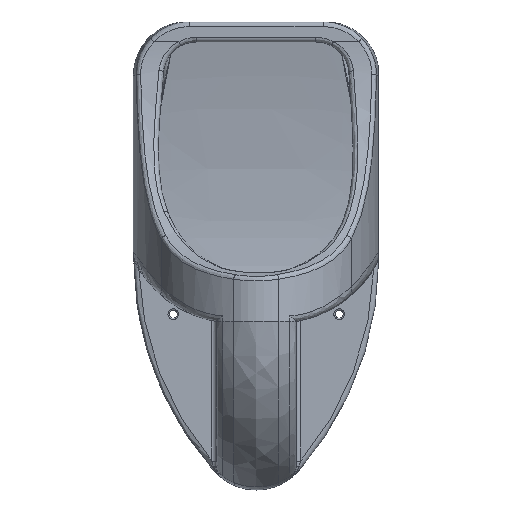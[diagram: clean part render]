
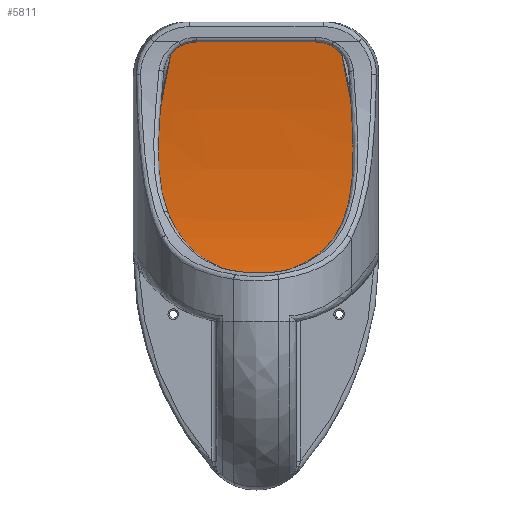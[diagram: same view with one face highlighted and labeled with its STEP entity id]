
A CAD part, front view. The second image highlights one B-rep face of the part: STEP entity #5811.
In plain terms, the highlighted free-form (B-spline) face has degree [3, 3] with [4, 4] control points.
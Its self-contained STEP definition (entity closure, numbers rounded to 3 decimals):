
#2985=CARTESIAN_POINT('',(-15.,-87.,470.0));
#2986=VERTEX_POINT('',#2985);
#3015=CARTESIAN_POINT('',(15.,-87.0,470.0));
#3016=VERTEX_POINT('',#3015);
#3017=CARTESIAN_POINT('',(-15.,-87.,470.0));
#3018=DIRECTION('',(1.0,0.0,0.0));
#3019=VECTOR('',#3018,30.);
#3020=LINE('',#3017,#3019);
#3021=EDGE_CURVE('',#2986,#3016,#3020,.T.);
#5307=CARTESIAN_POINT('',(-89.845,-70.,30.0));
#5308=VERTEX_POINT('',#5307);
#5316=CARTESIAN_POINT('',(-128.394,-67.08,47.578));
#5317=VERTEX_POINT('',#5316);
#5318=CARTESIAN_POINT('',(-128.394,-67.08,47.578));
#5319=CARTESIAN_POINT('',(-128.326,-67.092,47.5));
#5320=CARTESIAN_POINT('',(-128.258,-67.105,47.421));
#5321=CARTESIAN_POINT('',(-127.088,-67.32,46.096));
#5322=CARTESIAN_POINT('',(-125.927,-67.515,44.902));
#5323=CARTESIAN_POINT('',(-119.838,-68.445,39.226));
#5324=CARTESIAN_POINT('',(-114.114,-69.042,35.663));
#5325=CARTESIAN_POINT('',(-102.108,-69.808,31.125));
#5326=CARTESIAN_POINT('',(-96.003,-70.,30.));
#5327=CARTESIAN_POINT('',(-89.845,-70.,30.0));
#5328=B_SPLINE_CURVE_WITH_KNOTS('',3,(#5318,#5319,#5320,#5321,#5322,#5323,#5324,#5325,#5326,#5327),.UNSPECIFIED.,.F.,.U.,(4,2,2,2,4),(0.0,0.031,0.534,2.544,4.392),.UNSPECIFIED.);
#5329=EDGE_CURVE('',#5317,#5308,#5328,.T.);
#5373=CARTESIAN_POINT('',(90.147,-70.,30.0));
#5374=VERTEX_POINT('',#5373);
#5382=CARTESIAN_POINT('',(-89.845,-70.,30.0));
#5383=DIRECTION('',(1.0,0.0,0.0));
#5384=VECTOR('',#5383,179.992);
#5385=LINE('',#5382,#5384);
#5386=EDGE_CURVE('',#5308,#5374,#5385,.T.);
#5485=CARTESIAN_POINT('',(128.52,-67.094,47.492));
#5486=VERTEX_POINT('',#5485);
#5512=CARTESIAN_POINT('',(90.147,-70.,30.));
#5513=CARTESIAN_POINT('',(96.639,-70.,30.));
#5514=CARTESIAN_POINT('',(103.065,-69.786,31.254));
#5515=CARTESIAN_POINT('',(112.806,-69.126,35.172));
#5516=CARTESIAN_POINT('',(116.341,-68.801,37.105));
#5517=CARTESIAN_POINT('',(121.246,-68.223,40.59));
#5518=CARTESIAN_POINT('',(122.813,-68.015,41.849));
#5519=CARTESIAN_POINT('',(125.046,-67.684,43.87));
#5520=CARTESIAN_POINT('',(125.77,-67.57,44.565));
#5521=CARTESIAN_POINT('',(126.825,-67.395,45.64));
#5522=CARTESIAN_POINT('',(127.172,-67.335,46.003));
#5523=CARTESIAN_POINT('',(127.684,-67.246,46.556));
#5524=CARTESIAN_POINT('',(127.853,-67.215,46.742));
#5525=CARTESIAN_POINT('',(128.104,-67.17,47.022));
#5526=CARTESIAN_POINT('',(128.188,-67.155,47.115));
#5527=CARTESIAN_POINT('',(128.354,-67.124,47.303));
#5528=CARTESIAN_POINT('',(128.437,-67.109,47.398));
#5529=CARTESIAN_POINT('',(128.52,-67.094,47.492));
#5530=B_SPLINE_CURVE_WITH_KNOTS('',3,(#5512,#5513,#5514,#5515,#5516,#5517,#5518,#5519,#5520,#5521,#5522,#5523,#5524,#5525,#5526,#5527,#5528,#5529),.UNSPECIFIED.,.F.,.U.,(4,2,2,2,2,2,2,2,4),(0.0,1.948,3.155,3.761,4.064,4.215,4.291,4.329,4.367),.UNSPECIFIED.);
#5531=EDGE_CURVE('',#5374,#5486,#5530,.T.);
#5753=CARTESIAN_POINT('',(-128.394,-67.08,47.578));
#5754=CARTESIAN_POINT('',(-180.177,-33.953,251.972));
#5755=CARTESIAN_POINT('',(-142.378,-40.593,392.779));
#5756=CARTESIAN_POINT('',(-15.,-87.,470.0));
#5757=B_SPLINE_CURVE_WITH_KNOTS('',3,(#5753,#5754,#5755,#5756),.UNSPECIFIED.,.F.,.U.,(4,4),(0.028,1.0),.UNSPECIFIED.);
#5758=EDGE_CURVE('',#5317,#2986,#5757,.T.);
#5780=CARTESIAN_POINT('',(-123.763,-70.,30.0));
#5781=CARTESIAN_POINT('',(-120.1,-70.,30.0));
#5782=CARTESIAN_POINT('',(120.262,-70.,30.0));
#5783=CARTESIAN_POINT('',(123.931,-70.,30.0));
#5784=CARTESIAN_POINT('',(-182.252,-33.607,243.918));
#5785=CARTESIAN_POINT('',(-190.962,-33.607,243.918));
#5786=CARTESIAN_POINT('',(190.861,-33.607,243.918));
#5787=CARTESIAN_POINT('',(182.161,-33.607,243.918));
#5788=CARTESIAN_POINT('',(-145.998,-39.274,390.585));
#5789=CARTESIAN_POINT('',(-153.311,-39.274,390.585));
#5790=CARTESIAN_POINT('',(153.156,-39.274,390.585));
#5791=CARTESIAN_POINT('',(145.851,-39.274,390.585));
#5792=CARTESIAN_POINT('',(-15.,-87.,470.0));
#5793=CARTESIAN_POINT('',(-7.146,-87.,470.0));
#5794=CARTESIAN_POINT('',(7.146,-87.,470.0));
#5795=CARTESIAN_POINT('',(15.,-87.,470.0));
#5796=QUASI_UNIFORM_SURFACE('',3,3,((#5780,#5784,#5788,#5792),(#5781,#5785,#5789,#5793),(#5782,#5786,#5790,#5794),(#5783,#5787,#5791,#5795)),.UNSPECIFIED.,.F.,.F.,.U.);
#5797=ORIENTED_EDGE('',*,*,#5329,.T.);
#5798=ORIENTED_EDGE('',*,*,#5386,.T.);
#5799=ORIENTED_EDGE('',*,*,#5531,.T.);
#5800=CARTESIAN_POINT('',(128.52,-67.094,47.492));
#5801=CARTESIAN_POINT('',(180.093,-33.951,251.932));
#5802=CARTESIAN_POINT('',(142.253,-40.586,392.768));
#5803=CARTESIAN_POINT('',(15.,-87.0,470.0));
#5804=B_SPLINE_CURVE_WITH_KNOTS('',3,(#5800,#5801,#5802,#5803),.UNSPECIFIED.,.F.,.U.,(4,4),(0.027,1.0),.UNSPECIFIED.);
#5805=EDGE_CURVE('',#5486,#3016,#5804,.T.);
#5806=ORIENTED_EDGE('',*,*,#5805,.T.);
#5807=ORIENTED_EDGE('',*,*,#3021,.F.);
#5808=ORIENTED_EDGE('',*,*,#5758,.F.);
#5809=EDGE_LOOP('',(#5797,#5798,#5799,#5806,#5807,#5808));
#5810=FACE_OUTER_BOUND('',#5809,.T.);
#5811=ADVANCED_FACE('',(#5810),#5796,.T.);
